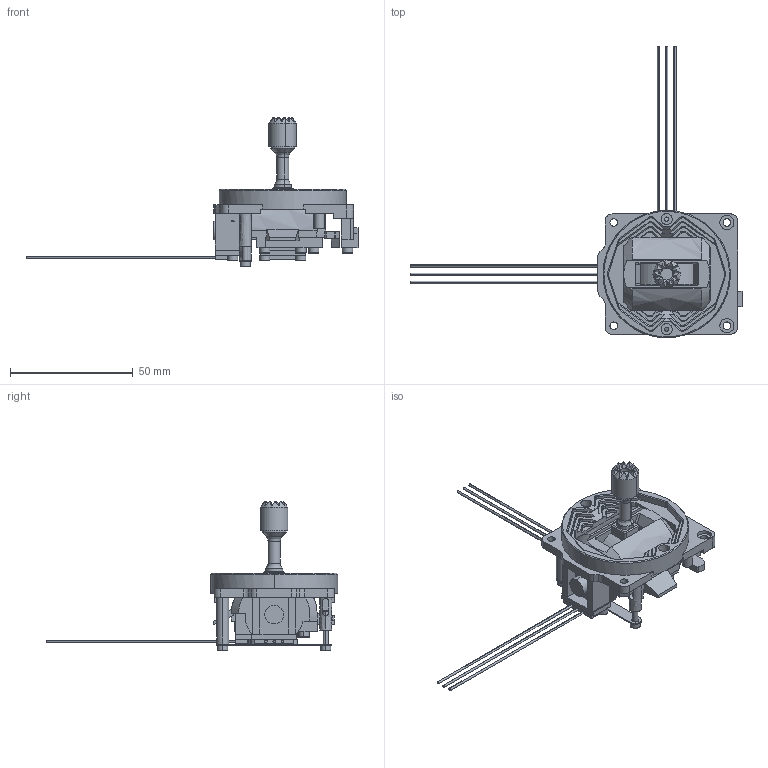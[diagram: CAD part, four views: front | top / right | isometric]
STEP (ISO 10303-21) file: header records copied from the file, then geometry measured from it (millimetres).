
FILE_DESCRIPTION(('FreeCAD Model'),'2;1');
FILE_NAME('Open CASCADE Shape Model','2025-04-25T11:38:20',('FreeCAD'),( 'FreeCAD'),'Open CASCADE STEP processor 7.6','FreeCAD','Unknown');
FILE_SCHEMA(('AUTOMOTIVE_DESIGN { 1 0 10303 214 1 1 1 1 }'));
Length unit declared in the file: millimetre
Products named in the file (1): Open CASCADE STEP translator 7.6 1
Bounding box: 135.17 x 118.72 x 60.91 mm (x, y, z)
Volume: 32251.4 mm3; surface area: 27574 mm2
Topology: 30 solids, 30 shells, 1000 faces, 2274 edges, 1382 vertices
Faces by surface type: bspline 1000
Entity records: 27954 total; most frequent: CARTESIAN_POINT 14572, ORIENTED_EDGE 4548, EDGE_CURVE 2274, B_SPLINE_CURVE_WITH_KNOTS 1418, VERTEX_POINT 1382, FACE_BOUND 1078, EDGE_LOOP 1078, ADVANCED_FACE 1000
